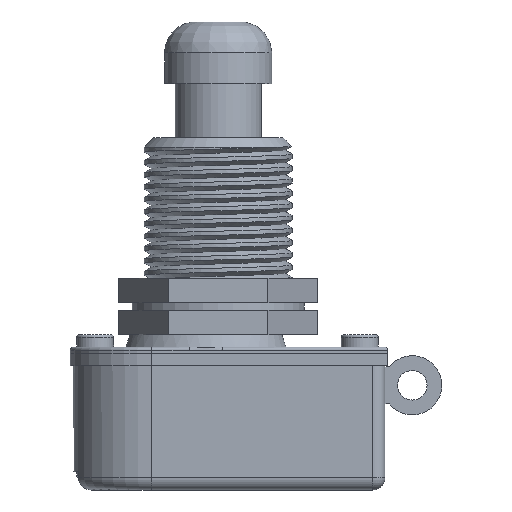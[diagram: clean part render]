
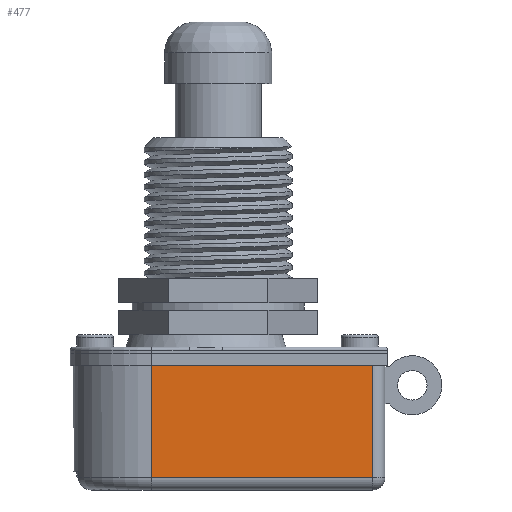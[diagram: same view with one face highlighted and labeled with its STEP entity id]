
A CAD part, front view. The second image highlights one B-rep face of the part: STEP entity #477.
In plain terms, the highlighted planar face has unit normal (0, -1, 0).
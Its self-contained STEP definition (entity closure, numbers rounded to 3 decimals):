
#310 = VERTEX_POINT('',#311);
#311 = CARTESIAN_POINT('',(-4.411,-6.35,1.));
#318 = EDGE_CURVE('',#310,#319,#321,.T.);
#319 = VERTEX_POINT('',#320);
#320 = CARTESIAN_POINT('',(-4.411,-6.35,10.1));
#321 = LINE('',#322,#323);
#322 = CARTESIAN_POINT('',(-4.411,-6.35,0.));
#323 = VECTOR('',#324,1.);
#324 = DIRECTION('',(0.,0.,1.));
#477 = ADVANCED_FACE('',(#478),#503,.T.);
#478 = FACE_BOUND('',#479,.T.);
#479 = EDGE_LOOP('',(#480,#481,#489,#497));
#480 = ORIENTED_EDGE('',*,*,#318,.F.);
#481 = ORIENTED_EDGE('',*,*,#482,.F.);
#482 = EDGE_CURVE('',#483,#310,#485,.T.);
#483 = VERTEX_POINT('',#484);
#484 = CARTESIAN_POINT('',(13.539,-6.35,1.));
#485 = LINE('',#486,#487);
#486 = CARTESIAN_POINT('',(14.539,-6.35,1.));
#487 = VECTOR('',#488,1.);
#488 = DIRECTION('',(-1.,0.,0.));
#489 = ORIENTED_EDGE('',*,*,#490,.T.);
#490 = EDGE_CURVE('',#483,#491,#493,.T.);
#491 = VERTEX_POINT('',#492);
#492 = CARTESIAN_POINT('',(13.539,-6.35,10.1));
#493 = LINE('',#494,#495);
#494 = CARTESIAN_POINT('',(13.539,-6.35,0.));
#495 = VECTOR('',#496,1.);
#496 = DIRECTION('',(0.,0.,1.));
#497 = ORIENTED_EDGE('',*,*,#498,.T.);
#498 = EDGE_CURVE('',#491,#319,#499,.T.);
#499 = LINE('',#500,#501);
#500 = CARTESIAN_POINT('',(14.539,-6.35,10.1));
#501 = VECTOR('',#502,1.);
#502 = DIRECTION('',(-1.,0.,0.));
#503 = PLANE('',#504);
#504 = AXIS2_PLACEMENT_3D('',#505,#506,#507);
#505 = CARTESIAN_POINT('',(14.539,-6.35,0.));
#506 = DIRECTION('',(0.,-1.,0.));
#507 = DIRECTION('',(-1.,0.,0.));
